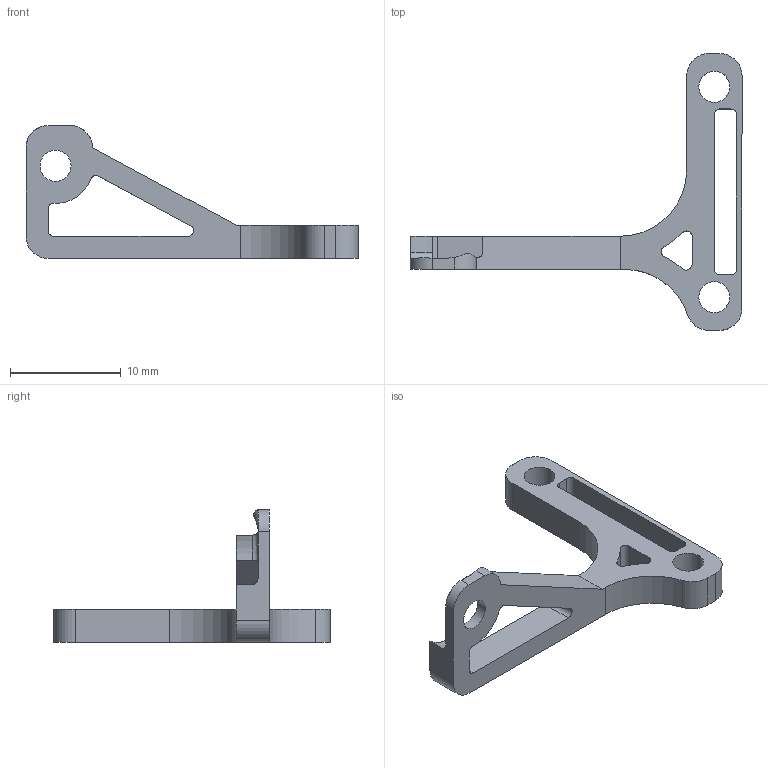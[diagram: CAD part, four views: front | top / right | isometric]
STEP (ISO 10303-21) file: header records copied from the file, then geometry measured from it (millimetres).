
FILE_DESCRIPTION (( 'STEP AP214' ), '1' );
FILE_NAME ('servo_driver_holder.STEP', '2019-10-27T16:25:54', ( '' ), ( '' ), 'SwSTEP 2.0', 'SolidWorks 2017', '' );
FILE_SCHEMA (( 'AUTOMOTIVE_DESIGN' ));
Length unit declared in the file: millimetre
Products named in the file (1): servo_driver_holder
Bounding box: 30 x 25 x 12 mm (x, y, z)
Volume: 557.6 mm3; surface area: 1009.4 mm2
Topology: 1 solids, 1 shells, 56 faces, 164 edges, 109 vertices
Faces by surface type: cylinder 34, plane 20, torus 2
Entity records: 2062 total; most frequent: CARTESIAN_POINT 463, DIRECTION 338, ORIENTED_EDGE 328, EDGE_CURVE 164, AXIS2_PLACEMENT_3D 126, VERTEX_POINT 109, LINE 86, VECTOR 86
